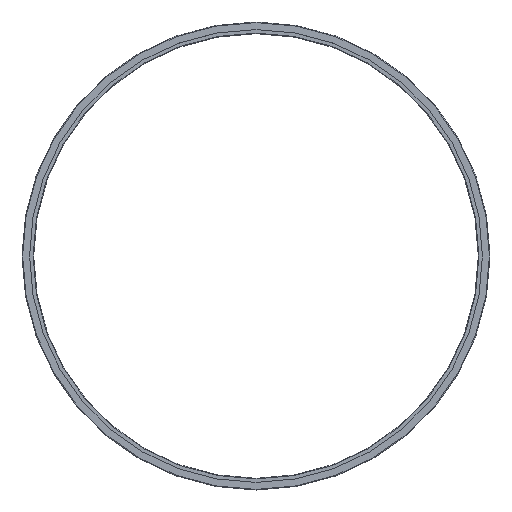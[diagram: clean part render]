
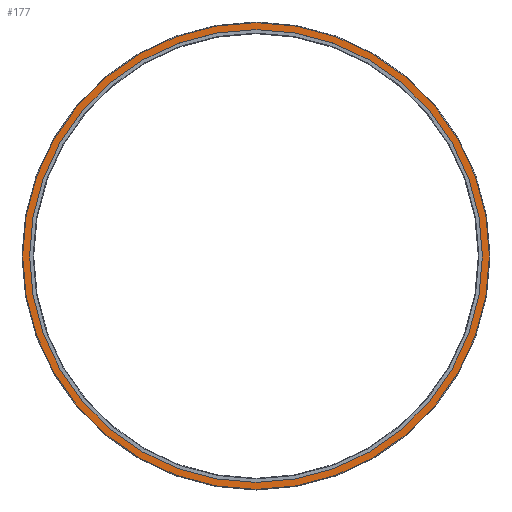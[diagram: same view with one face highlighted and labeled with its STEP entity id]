
A CAD part, top view. The second image highlights one B-rep face of the part: STEP entity #177.
In plain terms, the highlighted planar face has unit normal (0, 0, 1).
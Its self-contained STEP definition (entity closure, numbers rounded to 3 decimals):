
#29=FACE_BOUND('',#58,.T.);
#32=PLANE('',#221);
#43=FACE_OUTER_BOUND('',#57,.T.);
#57=EDGE_LOOP('',(#156));
#58=EDGE_LOOP('',(#157));
#76=CIRCLE('',#219,99.75);
#78=CIRCLE('',#222,96.75);
#91=VERTEX_POINT('',#334);
#92=VERTEX_POINT('',#338);
#112=EDGE_CURVE('',#91,#91,#76,.T.);
#114=EDGE_CURVE('',#92,#92,#78,.T.);
#156=ORIENTED_EDGE('',*,*,#112,.F.);
#157=ORIENTED_EDGE('',*,*,#114,.T.);
#177=ADVANCED_FACE('',(#43,#29),#32,.T.);
#219=AXIS2_PLACEMENT_3D('',#335,#281,#282);
#221=AXIS2_PLACEMENT_3D('',#337,#285,#286);
#222=AXIS2_PLACEMENT_3D('',#339,#287,#288);
#281=DIRECTION('center_axis',(0.,0.,-1.));
#282=DIRECTION('ref_axis',(1.,0.,0.));
#285=DIRECTION('center_axis',(0.,0.,1.));
#286=DIRECTION('ref_axis',(1.,0.,0.));
#287=DIRECTION('center_axis',(0.,0.,-1.));
#288=DIRECTION('ref_axis',(1.,0.,0.));
#334=CARTESIAN_POINT('',(-99.75,0.,4.9));
#335=CARTESIAN_POINT('Origin',(0.,0.,4.9));
#337=CARTESIAN_POINT('Origin',(0.,0.,4.9));
#338=CARTESIAN_POINT('',(-96.75,0.,4.9));
#339=CARTESIAN_POINT('Origin',(0.,0.,4.9));
